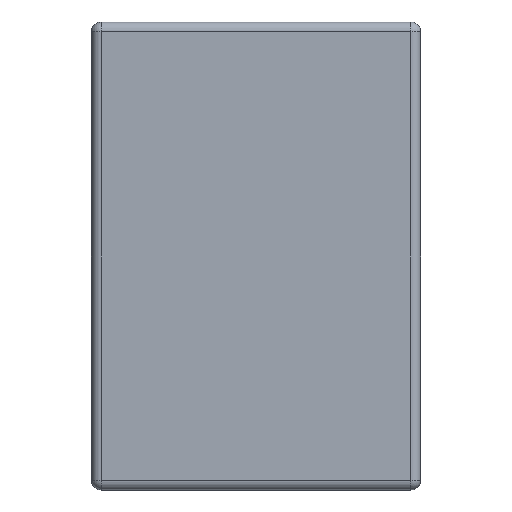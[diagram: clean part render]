
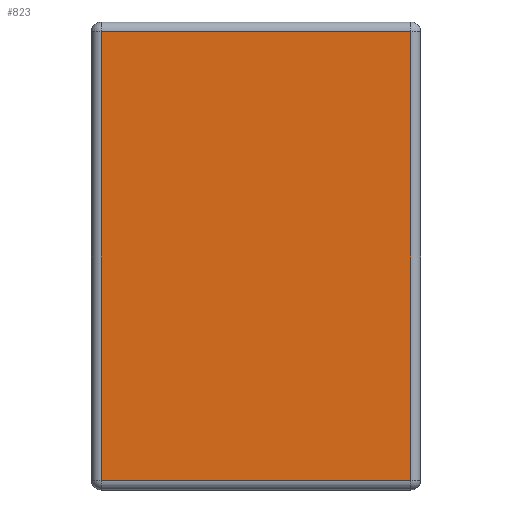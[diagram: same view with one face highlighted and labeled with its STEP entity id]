
A CAD part, left-side view. The second image highlights one B-rep face of the part: STEP entity #823.
In plain terms, the highlighted planar face has unit normal (-1, 0, 0).
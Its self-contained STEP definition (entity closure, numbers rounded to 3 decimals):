
#20 = FACE_OUTER_BOUND ( 'NONE', #2689, .T. ) ;
#445 = VERTEX_POINT ( 'NONE', #1873 ) ;
#557 = ORIENTED_EDGE ( 'NONE', *, *, #4014, .T. ) ;
#730 = DIRECTION ( 'NONE',  ( 0., -1., 0. ) ) ;
#823 = ADVANCED_FACE ( 'NONE', ( #20 ), #1746, .T. ) ;
#1209 = DIRECTION ( 'NONE',  ( -1., 0., 0. ) ) ;
#1327 = VERTEX_POINT ( 'NONE', #2248 ) ;
#1746 = PLANE ( 'NONE',  #3073 ) ;
#1799 = VERTEX_POINT ( 'NONE', #4431 ) ;
#1865 = CARTESIAN_POINT ( 'NONE',  ( 0., 1.844, -2.7 ) ) ;
#1873 = CARTESIAN_POINT ( 'NONE',  ( 0., 1.844, -2.644 ) ) ;
#2026 = EDGE_CURVE ( 'NONE', #2289, #1327, #3954, .T. ) ;
#2191 = CARTESIAN_POINT ( 'NONE',  ( 0., 0., 0. ) ) ;
#2248 = CARTESIAN_POINT ( 'NONE',  ( 0., 1.844, -0.056 ) ) ;
#2289 = VERTEX_POINT ( 'NONE', #3813 ) ;
#2416 = CARTESIAN_POINT ( 'NONE',  ( 0., 0.056, 0. ) ) ;
#2689 = EDGE_LOOP ( 'NONE', ( #557, #3978, #3418, #3976 ) ) ;
#2780 = VECTOR ( 'NONE', #730, 1000. ) ;
#3073 = AXIS2_PLACEMENT_3D ( 'NONE', #2191, #1209, #4448 ) ;
#3117 = VECTOR ( 'NONE', #4567, 1000. ) ;
#3146 = DIRECTION ( 'NONE',  ( 0., 0., 1. ) ) ;
#3166 = VECTOR ( 'NONE', #3146, 1000. ) ;
#3418 = ORIENTED_EDGE ( 'NONE', *, *, #2026, .T. ) ;
#3497 = LINE ( 'NONE', #2416, #3166 ) ;
#3560 = CARTESIAN_POINT ( 'NONE',  ( 0., 0., -2.644 ) ) ;
#3615 = LINE ( 'NONE', #3560, #2780 ) ;
#3813 = CARTESIAN_POINT ( 'NONE',  ( 0., 0.056, -0.056 ) ) ;
#3826 = CARTESIAN_POINT ( 'NONE',  ( 0., 1.9, -0.056 ) ) ;
#3943 = LINE ( 'NONE', #1865, #4646 ) ;
#3954 = LINE ( 'NONE', #3826, #3117 ) ;
#3976 = ORIENTED_EDGE ( 'NONE', *, *, #4305, .T. ) ;
#3978 = ORIENTED_EDGE ( 'NONE', *, *, #4138, .T. ) ;
#4014 = EDGE_CURVE ( 'NONE', #445, #1799, #3615, .T. ) ;
#4138 = EDGE_CURVE ( 'NONE', #1799, #2289, #3497, .T. ) ;
#4305 = EDGE_CURVE ( 'NONE', #1327, #445, #3943, .T. ) ;
#4395 = DIRECTION ( 'NONE',  ( 0., 0., -1. ) ) ;
#4431 = CARTESIAN_POINT ( 'NONE',  ( 0., 0.056, -2.644 ) ) ;
#4448 = DIRECTION ( 'NONE',  ( 0., 0., 1. ) ) ;
#4567 = DIRECTION ( 'NONE',  ( 0., 1., 0. ) ) ;
#4646 = VECTOR ( 'NONE', #4395, 1000. ) ;
